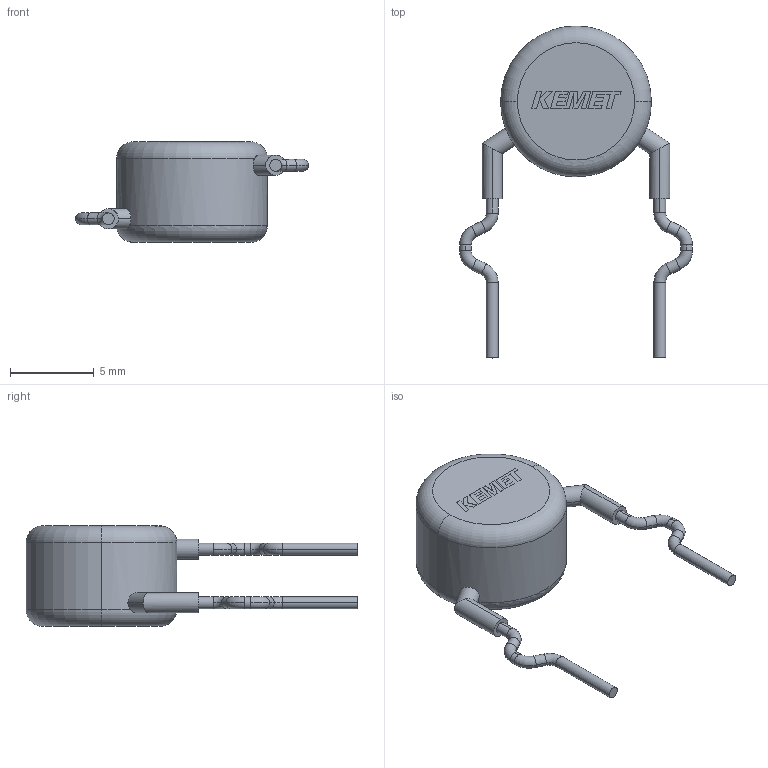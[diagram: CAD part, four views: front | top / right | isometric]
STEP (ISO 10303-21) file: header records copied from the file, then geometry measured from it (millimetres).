
FILE_DESCRIPTION (( 'STEP AP214' ), '1' );
FILE_NAME ('CCD_KCO_9X6_D9T6S10LL4.5F0.7V2.7.STEP', '2024-05-10T13:16:19', ( '' ), ( '' ), 'SwSTEP 2.0', 'SolidWorks 2021', '' );
FILE_SCHEMA (( 'AUTOMOTIVE_DESIGN' ));
Length unit declared in the file: millimetre
Products named in the file (1): CCD_KCO_9X6_D9T6S10LL4.5F0.7V2.7
Bounding box: 13.9 x 19.81 x 6 mm (x, y, z)
Volume: 388.3 mm3; surface area: 359 mm2
Topology: 4 solids, 4 shells, 113 faces, 285 edges, 182 vertices
Faces by surface type: plane 63, cylinder 30, torus 20
Entity records: 4301 total; most frequent: CARTESIAN_POINT 663, DIRECTION 583, ORIENTED_EDGE 570, EDGE_CURVE 285, AXIS2_PLACEMENT_3D 200, VECTOR 183, LINE 183, VERTEX_POINT 182
